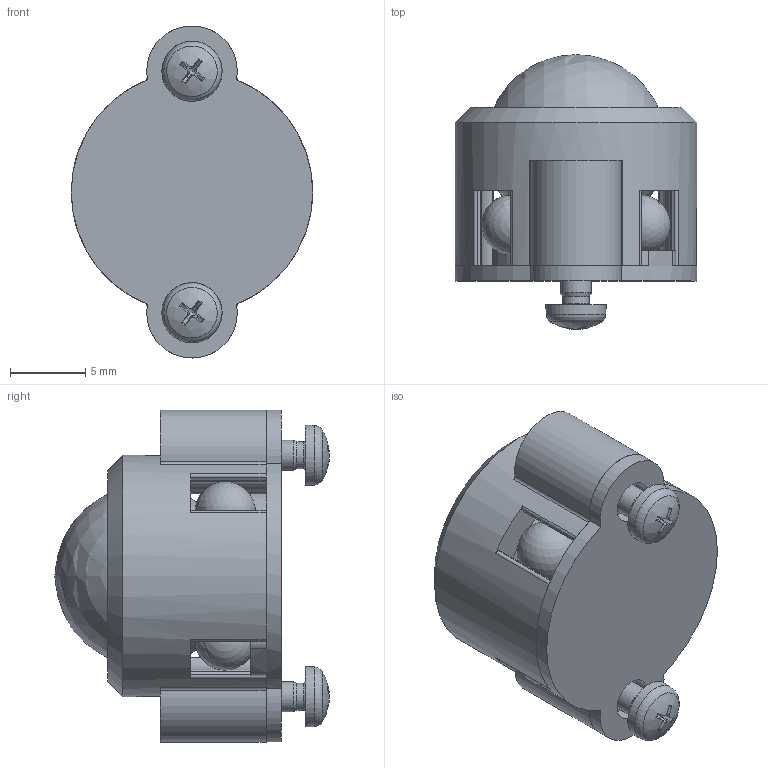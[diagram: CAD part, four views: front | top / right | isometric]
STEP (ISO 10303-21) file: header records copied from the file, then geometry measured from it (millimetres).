
FILE_DESCRIPTION(/* description */ (''),/* implementation_level */ '2;1');
FILE_NAME(/* name */ '21b74e8f-3289-4fc9-960a-f3d7cab7c86e.stp',/* time_stamp */ '2023-06-21T13:59:53Z',/* author */ (''),/* organization */ (''),/* preprocessor_version */ 'ST-DEVELOPER v19.2',/* originating_system */ 'Autodesk Translation Framework v12.6.0.85',/* authorisation */ '');
FILE_SCHEMA (('AUTOMOTIVE_DESIGN { 1 0 10303 214 3 1 1 }'));
Length unit declared in the file: millimetre
Products named in the file (6): Ball Caster 12mm; Ш.01.Шарик 12; Ш.03.Створка; Ш.04.Корпус; DIN EN ISO 7045 - M2 x 6 - 4.8 - H; Ш.02.Шарик 4
Assembly tree (9 placements, depth 2):
  Ball Caster 12mm
    Ш.01.Шарик 12
    Ш.03.Створка
    Ш.04.Корпус
    DIN EN ISO 7045 - M2 x 6 - 4.8 - H  x2
    Ш.02.Шарик 4  x4
Bounding box: 16 x 18.19 x 22 mm (x, y, z)
Volume: 2335.4 mm3; surface area: 2620 mm2
Topology: 9 solids, 9 shells, 153 faces, 419 edges, 278 vertices
Faces by surface type: cylinder 58, plane 50, cone 25, torus 12, sphere 8
Full cylindrical faces by diameter (mm): 1.783 x2, 2 x2, 2.2 x2, 2.8 x2, 9 x1, 12 x1, 16 x1
Entity records: 4149 total; most frequent: DIRECTION 765, CARTESIAN_POINT 743, ORIENTED_EDGE 646, EDGE_CURVE 323, AXIS2_PLACEMENT_3D 320, VERTEX_POINT 218, CIRCLE 174, EDGE_LOOP 129
